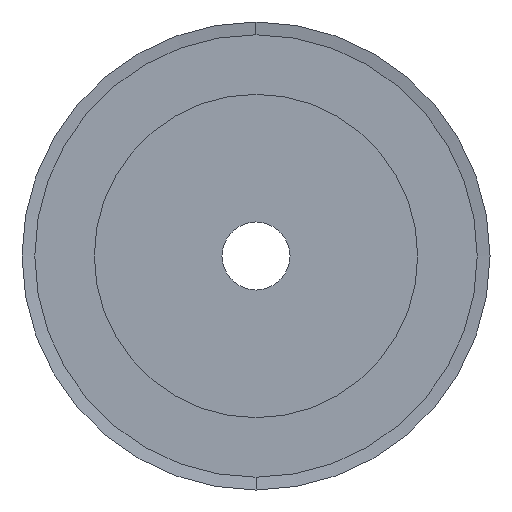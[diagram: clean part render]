
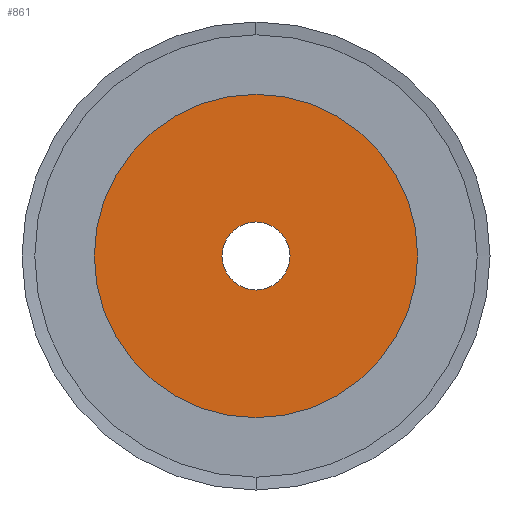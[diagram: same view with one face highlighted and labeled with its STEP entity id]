
A CAD part, left-side view. The second image highlights one B-rep face of the part: STEP entity #861.
In plain terms, the highlighted planar face has unit normal (-1, 0, 0).
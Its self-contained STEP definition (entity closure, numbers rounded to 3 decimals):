
#861=ADVANCED_FACE('',(#1721,#1722),#1723,.T.);
#1721=FACE_BOUND('',#2575,.T.);
#1722=FACE_OUTER_BOUND('',#2576,.T.);
#1723=PLANE('',#2577);
#2575=EDGE_LOOP('',(#5317,#5318));
#2576=EDGE_LOOP('',(#5319,#5320));
#2577=AXIS2_PLACEMENT_3D('',#5321,#5322,#5323);
#5317=ORIENTED_EDGE('',*,*,#5337,.T.);
#5318=ORIENTED_EDGE('',*,*,#6423,.T.);
#5319=ORIENTED_EDGE('',*,*,#5340,.F.);
#5320=ORIENTED_EDGE('',*,*,#6421,.F.);
#5321=CARTESIAN_POINT('',(-20.0,0.0,-9.5));
#5322=DIRECTION('',(-1.0,0.0,0.0));
#5323=DIRECTION('',(0.0,0.0,1.0));
#5337=EDGE_CURVE('',#6430,#6434,#6436,.T.);
#5340=EDGE_CURVE('',#6438,#6441,#6442,.T.);
#6421=EDGE_CURVE('',#6441,#6438,#8056,.T.);
#6423=EDGE_CURVE('',#6434,#6430,#8058,.T.);
#6430=VERTEX_POINT('',#8065);
#6434=VERTEX_POINT('',#8070);
#6436=CIRCLE('',#8073,4.0);
#6438=VERTEX_POINT('',#8075);
#6441=VERTEX_POINT('',#8079);
#6442=CIRCLE('',#8080,19.0);
#8056=CIRCLE('',#10093,19.0);
#8058=CIRCLE('',#10095,4.0);
#8065=CARTESIAN_POINT('',(-20.0,0.0,-4.0));
#8070=CARTESIAN_POINT('',(-20.0,0.,4.0));
#8073=AXIS2_PLACEMENT_3D('',#10105,#10106,#10107);
#8075=CARTESIAN_POINT('',(-20.0,0.0,-19.0));
#8079=CARTESIAN_POINT('',(-20.0,0.,19.0));
#8080=AXIS2_PLACEMENT_3D('',#10109,#10110,#10111);
#10093=AXIS2_PLACEMENT_3D('',#11729,#11730,#11731);
#10095=AXIS2_PLACEMENT_3D('',#11732,#11733,#11734);
#10105=CARTESIAN_POINT('',(-20.0,0.0,0.0));
#10106=DIRECTION('',(1.0,-0.0,0.0));
#10107=DIRECTION('',(0.0,0.0,-1.0));
#10109=CARTESIAN_POINT('',(-20.0,0.0,0.0));
#10110=DIRECTION('',(1.0,0.0,0.0));
#10111=DIRECTION('',(0.0,0.0,-1.0));
#11729=CARTESIAN_POINT('',(-20.0,0.0,0.0));
#11730=DIRECTION('',(1.0,0.0,0.0));
#11731=DIRECTION('',(0.0,0.0,-1.0));
#11732=CARTESIAN_POINT('',(-20.0,0.0,0.0));
#11733=DIRECTION('',(1.0,-0.0,0.0));
#11734=DIRECTION('',(0.0,0.0,-1.0));
